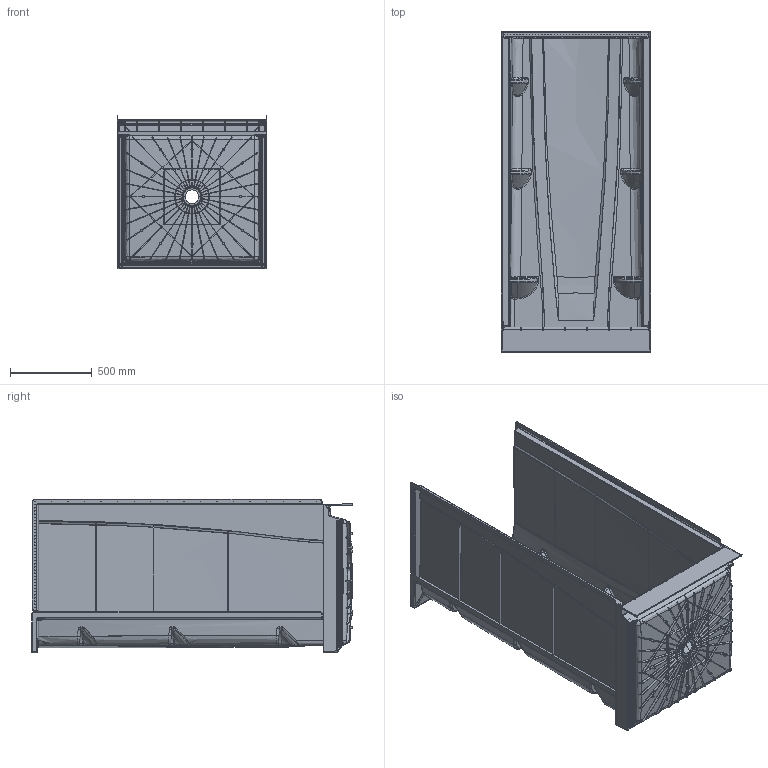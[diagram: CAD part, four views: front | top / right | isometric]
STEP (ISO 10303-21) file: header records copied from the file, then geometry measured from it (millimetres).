
FILE_DESCRIPTION (( 'STEP AP214' ), '1' );
FILE_NAME ('3636CS.STEP', '2023-06-07T17:33:15', ( '' ), ( '' ), 'SwSTEP 2.0', 'SolidWorks 2020', '' );
FILE_SCHEMA (( 'AUTOMOTIVE_DESIGN' ));
Length unit declared in the file: inch
Products named in the file (5): 2774CSWL; 3636CS; 2774CSWR; 3636CPAN; 3674CBW
Assembly tree (4 placements, depth 2):
  3636CS
    3636CPAN
    3674CBW
    2774CSWL
    2774CSWR
Bounding box: 914.46 x 1965.45 x 943.38 mm (x, y, z)
Volume: 23626221.4 mm3; surface area: 14559728.4 mm2
Topology: 4 solids, 4 shells, 3131 faces, 7969 edges, 4923 vertices
Faces by surface type: bspline 952, plane 860, cylinder 626, sphere 354, cone 219, torus 120
Entity records: 138451 total; most frequent: CARTESIAN_POINT 73995, ORIENTED_EDGE 15754, DIRECTION 10569, EDGE_CURVE 7877, VERTEX_POINT 4923, AXIS2_PLACEMENT_3D 4330, EDGE_LOOP 3302, FACE_OUTER_BOUND 3131
